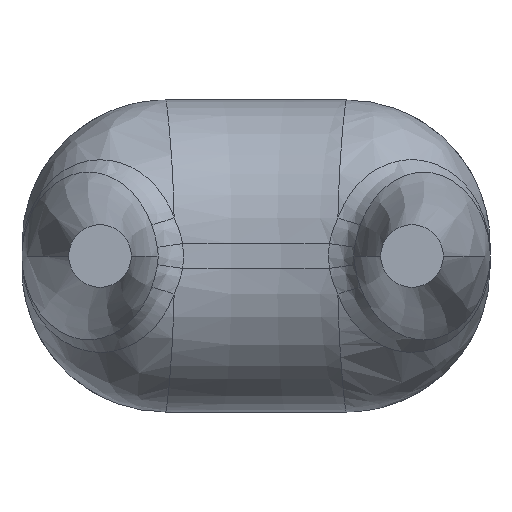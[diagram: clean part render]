
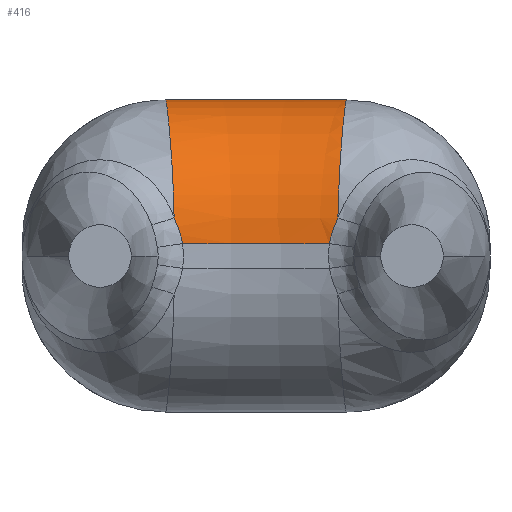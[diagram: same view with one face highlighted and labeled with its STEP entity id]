
A CAD part, front view. The second image highlights one B-rep face of the part: STEP entity #416.
In plain terms, the highlighted toroidal (fillet/blend) face has major radius 3.938 mm and minor radius 1.17 mm.
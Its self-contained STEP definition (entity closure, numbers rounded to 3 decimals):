
#11 = CIRCLE ( 'NONE', #2004, 3.938 ) ;
#60 = VERTEX_POINT ( 'NONE', #172 ) ;
#94 = TOROIDAL_SURFACE ( 'NONE', #1762, 3.938, 1.17 ) ;
#99 = CARTESIAN_POINT ( 'NONE',  ( 0., -1.248, 0.1 ) ) ;
#142 = CARTESIAN_POINT ( 'NONE',  ( 0.688, 1.67, 0.809 ) ) ;
#172 = CARTESIAN_POINT ( 'NONE',  ( -0.667, 1.458, 0.309 ) ) ;
#173 = CARTESIAN_POINT ( 'NONE',  ( 0.718, 2.09, 1.155 ) ) ;
#219 = CARTESIAN_POINT ( 'NONE',  ( -0.597, 1.455, 0.1 ) ) ;
#263 = EDGE_CURVE ( 'NONE', #2067, #1731, #281, .T. ) ;
#271 = DIRECTION ( 'NONE',  ( -1., 0., 0. ) ) ;
#281 = B_SPLINE_CURVE_WITH_KNOTS ( 'NONE', 3,
 ( #534, #2018, #1648, #283 ),
 .UNSPECIFIED., .F., .F.,
 ( 4, 4 ),
 ( 0., 0. ),
 .UNSPECIFIED. ) ;
#283 = CARTESIAN_POINT ( 'NONE',  ( 0.667, 1.458, 0.309 ) ) ;
#292 = EDGE_CURVE ( 'NONE', #2385, #929, #11, .T. ) ;
#356 = CARTESIAN_POINT ( 'NONE',  ( 0.735, 2.621, 1.27 ) ) ;
#361 = ORIENTED_EDGE ( 'NONE', *, *, #2158, .T. ) ;
#367 = ORIENTED_EDGE ( 'NONE', *, *, #613, .F. ) ;
#389 = ORIENTED_EDGE ( 'NONE', *, *, #292, .F. ) ;
#416 = ADVANCED_FACE ( 'NONE', ( #2330 ), #94, .T. ) ;
#512 = CARTESIAN_POINT ( 'NONE',  ( -0.688, 1.67, 0.809 ) ) ;
#520 = B_SPLINE_CURVE_WITH_KNOTS ( 'NONE', 3,
 ( #714, #2035, #1472, #142, #1287, #2177, #173, #1265, #2202, #356 ),
 .UNSPECIFIED., .F., .F.,
 ( 4, 2, 2, 2, 4 ),
 ( 0., 0.001, 0.001, 0.001, 0.002 ),
 .UNSPECIFIED. ) ;
#534 = CARTESIAN_POINT ( 'NONE',  ( 0.597, 1.455, 0.1 ) ) ;
#537 = CARTESIAN_POINT ( 'NONE',  ( -0.718, 2.09, 1.155 ) ) ;
#604 = B_SPLINE_CURVE_WITH_KNOTS ( 'NONE', 3,
 ( #1557, #1530, #1890, #219 ),
 .UNSPECIFIED., .F., .F.,
 ( 4, 4 ),
 ( 0., 0. ),
 .UNSPECIFIED. ) ;
#607 = DIRECTION ( 'NONE',  ( 0., 0., -1. ) ) ;
#613 = EDGE_CURVE ( 'NONE', #2067, #2103, #1964, .T. ) ;
#662 = ORIENTED_EDGE ( 'NONE', *, *, #1130, .T. ) ;
#714 = CARTESIAN_POINT ( 'NONE',  ( 0.667, 1.458, 0.309 ) ) ;
#863 = DIRECTION ( 'NONE',  ( -1., 0., 0. ) ) ;
#868 = AXIS2_PLACEMENT_3D ( 'NONE', #2129, #1979, #863 ) ;
#891 = CARTESIAN_POINT ( 'NONE',  ( 0.667, 1.458, 0.309 ) ) ;
#929 = VERTEX_POINT ( 'NONE', #2323 ) ;
#947 = B_SPLINE_CURVE_WITH_KNOTS ( 'NONE', 3,
 ( #2199, #2175, #1096, #537, #1608, #1262, #512, #1879, #1633, #1817 ),
 .UNSPECIFIED., .F., .F.,
 ( 4, 2, 2, 2, 4 ),
 ( 0., 0., 0.001, 0.001, 0.002 ),
 .UNSPECIFIED. ) ;
#1096 = CARTESIAN_POINT ( 'NONE',  ( -0.729, 2.348, 1.247 ) ) ;
#1130 = EDGE_CURVE ( 'NONE', #60, #2103, #604, .T. ) ;
#1243 = CARTESIAN_POINT ( 'NONE',  ( 0.597, 1.455, 0.1 ) ) ;
#1262 = CARTESIAN_POINT ( 'NONE',  ( -0.695, 1.76, 0.915 ) ) ;
#1265 = CARTESIAN_POINT ( 'NONE',  ( 0.729, 2.347, 1.247 ) ) ;
#1287 = CARTESIAN_POINT ( 'NONE',  ( 0.695, 1.76, 0.915 ) ) ;
#1472 = CARTESIAN_POINT ( 'NONE',  ( 0.675, 1.531, 0.575 ) ) ;
#1487 = ORIENTED_EDGE ( 'NONE', *, *, #263, .T. ) ;
#1518 = ORIENTED_EDGE ( 'NONE', *, *, #1676, .T. ) ;
#1530 = CARTESIAN_POINT ( 'NONE',  ( -0.633, 1.454, 0.243 ) ) ;
#1551 = DIRECTION ( 'NONE',  ( 0., 0., -1. ) ) ;
#1557 = CARTESIAN_POINT ( 'NONE',  ( -0.667, 1.458, 0.309 ) ) ;
#1608 = CARTESIAN_POINT ( 'NONE',  ( -0.71, 1.969, 1.087 ) ) ;
#1633 = CARTESIAN_POINT ( 'NONE',  ( -0.669, 1.482, 0.444 ) ) ;
#1648 = CARTESIAN_POINT ( 'NONE',  ( 0.633, 1.454, 0.243 ) ) ;
#1676 = EDGE_CURVE ( 'NONE', #1731, #929, #520, .T. ) ;
#1731 = VERTEX_POINT ( 'NONE', #891 ) ;
#1762 = AXIS2_PLACEMENT_3D ( 'NONE', #99, #1551, #1941 ) ;
#1817 = CARTESIAN_POINT ( 'NONE',  ( -0.667, 1.458, 0.309 ) ) ;
#1879 = CARTESIAN_POINT ( 'NONE',  ( -0.675, 1.531, 0.575 ) ) ;
#1890 = CARTESIAN_POINT ( 'NONE',  ( -0.61, 1.452, 0.173 ) ) ;
#1941 = DIRECTION ( 'NONE',  ( -1., 0., 0. ) ) ;
#1950 = CARTESIAN_POINT ( 'NONE',  ( -0.597, 1.455, 0.1 ) ) ;
#1964 = CIRCLE ( 'NONE', #868, 2.768 ) ;
#1979 = DIRECTION ( 'NONE',  ( 0., 0., 1. ) ) ;
#2004 = AXIS2_PLACEMENT_3D ( 'NONE', #2110, #607, #271 ) ;
#2018 = CARTESIAN_POINT ( 'NONE',  ( 0.61, 1.452, 0.173 ) ) ;
#2035 = CARTESIAN_POINT ( 'NONE',  ( 0.669, 1.482, 0.444 ) ) ;
#2067 = VERTEX_POINT ( 'NONE', #1243 ) ;
#2094 = EDGE_LOOP ( 'NONE', ( #361, #662, #367, #1487, #1518, #389 ) ) ;
#2103 = VERTEX_POINT ( 'NONE', #1950 ) ;
#2110 = CARTESIAN_POINT ( 'NONE',  ( 0., -1.248, 1.27 ) ) ;
#2129 = CARTESIAN_POINT ( 'NONE',  ( 0., -1.248, 0.1 ) ) ;
#2158 = EDGE_CURVE ( 'NONE', #2385, #60, #947, .T. ) ;
#2175 = CARTESIAN_POINT ( 'NONE',  ( -0.733, 2.485, 1.27 ) ) ;
#2177 = CARTESIAN_POINT ( 'NONE',  ( 0.71, 1.969, 1.087 ) ) ;
#2180 = CARTESIAN_POINT ( 'NONE',  ( -0.735, 2.621, 1.27 ) ) ;
#2199 = CARTESIAN_POINT ( 'NONE',  ( -0.735, 2.621, 1.27 ) ) ;
#2202 = CARTESIAN_POINT ( 'NONE',  ( 0.733, 2.483, 1.27 ) ) ;
#2323 = CARTESIAN_POINT ( 'NONE',  ( 0.735, 2.621, 1.27 ) ) ;
#2330 = FACE_OUTER_BOUND ( 'NONE', #2094, .T. ) ;
#2385 = VERTEX_POINT ( 'NONE', #2180 ) ;
